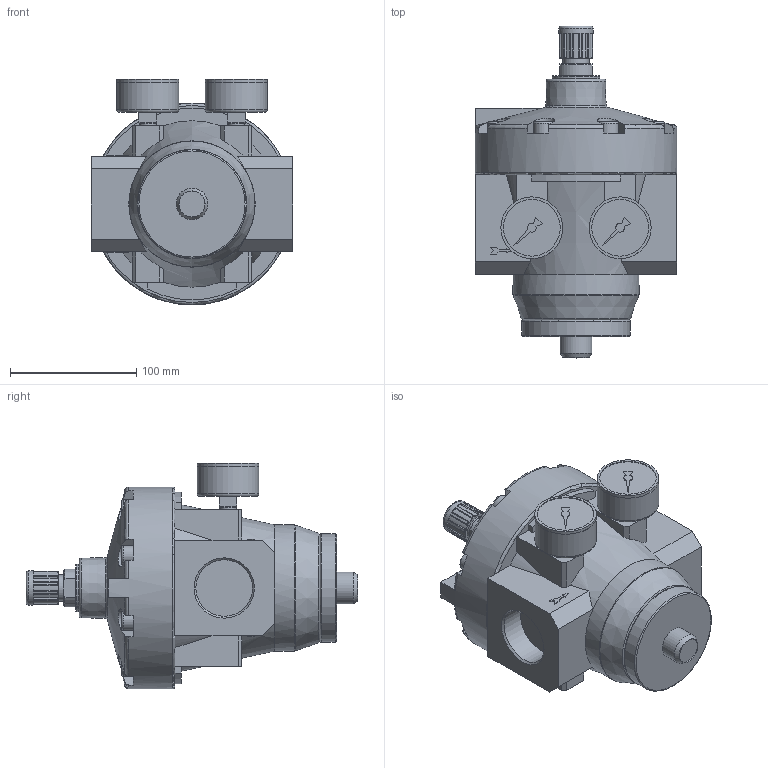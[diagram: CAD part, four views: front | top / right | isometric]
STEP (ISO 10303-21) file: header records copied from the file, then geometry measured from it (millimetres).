
FILE_DESCRIPTION( ( 'STEP AP214' ), ' ' );
FILE_NAME( '9.1587.00.202.0V.stp', '2017-03-08T09:37:02', ( '' ), ( '' ), ' ', 'PARTsolutions', ' ' );
FILE_SCHEMA( ( 'AUTOMOTIVE_DESIGN { 1 0 10303 214 1 1 1 1 }' ) );
Length unit declared in the file: millimetre
Products named in the file (3): 9.1587.00.202.0V; _637.103(01)-1; _637.103-2
Assembly tree (3 placements, depth 2):
  9.1587.00.202.0V
    _637.103(01)-1
    _637.103-2  x2
Bounding box: 160 x 263 x 179 mm (x, y, z)
Volume: 2592671.4 mm3; surface area: 155310.8 mm2
Topology: 3 solids, 3 shells, 389 faces, 972 edges, 634 vertices
Faces by surface type: plane 250, cylinder 84, torus 29, cone 26
Full cylindrical faces by diameter (mm): 11.445 x2, 13.157 x2, 16 x8, 20.3 x1, 21 x1, 25 x1, 27 x1, 37.5 x1, 44.845 x2, 45 x2, 48.96 x2, 49 x4, 86 x1, 100 x1, 160 x1
Entity records: 14117 total; most frequent: CARTESIAN_POINT 2727, DIRECTION 1723, ORIENTED_EDGE 1684, EDGE_CURVE 842, AXIS2_PLACEMENT_3D 607, VERTEX_POINT 583, LINE 509, VECTOR 509
